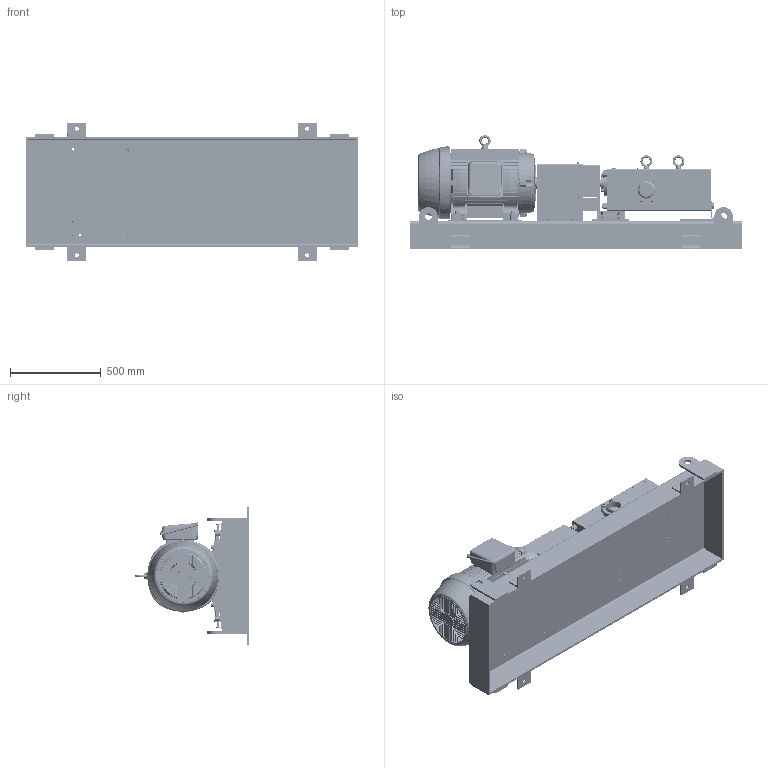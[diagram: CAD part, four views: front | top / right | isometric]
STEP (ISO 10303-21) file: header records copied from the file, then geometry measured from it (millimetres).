
FILE_DESCRIPTION (( 'STEP AP214' ), '1' );
FILE_NAME ('GPV-1455-019-U.STEP', '2019-10-10T16:15:21', ( '' ), ( '' ), 'SwSTEP 2.0', 'SolidWorks 2018', '' );
FILE_SCHEMA (( 'AUTOMOTIVE_DESIGN' ));
Length unit declared in the file: inch
Products named in the file (1): GPV-1455-019-U
Bounding box: 1828.8 x 625.95 x 762 mm (x, y, z)
Volume: 130949749.8 mm3; surface area: 9220969.3 mm2
Topology: 136 solids, 136 shells, 8340 faces, 21151 edges, 13412 vertices
Faces by surface type: plane 3674, cylinder 2175, bspline 1293, cone 1082, torus 106, sphere 10
Entity records: 364642 total; most frequent: CARTESIAN_POINT 145305, ORIENTED_EDGE 42196, DIRECTION 37290, EDGE_CURVE 21098, VERTEX_POINT 13407, AXIS2_PLACEMENT_3D 13225, VECTOR 10840, LINE 10840
